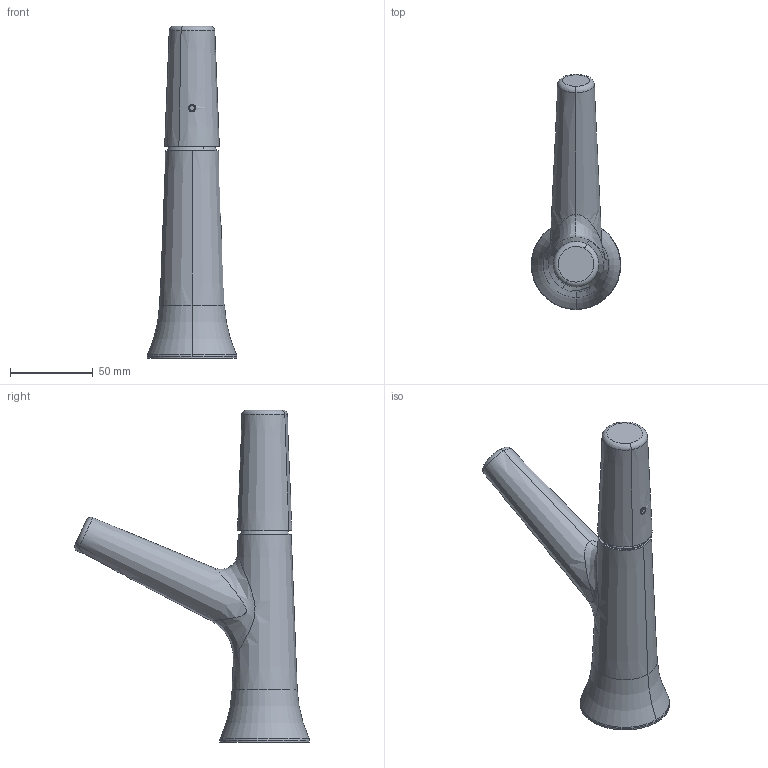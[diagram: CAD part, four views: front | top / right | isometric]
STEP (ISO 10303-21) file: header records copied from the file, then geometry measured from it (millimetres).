
FILE_DESCRIPTION(('CATIA V5 STEP Exchange'),'2;1');
FILE_NAME('VI 00051 4 MonoLavabo.stp','2018-11-19T08:49:49+00:00',('none'),('none'),'Version 5-6 Release 2013','CATIA V5 STEP AP203','none');
FILE_SCHEMA(('CONFIG_CONTROL_DESIGN'));
Length unit declared in the file: millimetre
Products named in the file (1): VI 00051 4
Bounding box: 54 x 141.73 x 200.4 mm (x, y, z)
Volume: 106335.6 mm3; surface area: 66983.7 mm2
Topology: 2 solids, 2 shells, 635 faces, 1551 edges, 896 vertices
Faces by surface type: bspline 184, plane 153, cylinder 142, torus 67, cone 53, sphere 26, extrusion 8, revolution 2
Entity records: 31950 total; most frequent: CARTESIAN_POINT 19659, ORIENTED_EDGE 3046, DIRECTION 1544, EDGE_CURVE 1523, VERTEX_POINT 896, AXIS2_PLACEMENT_3D 735, EDGE_LOOP 663, B_SPLINE_CURVE_WITH_KNOTS 653
